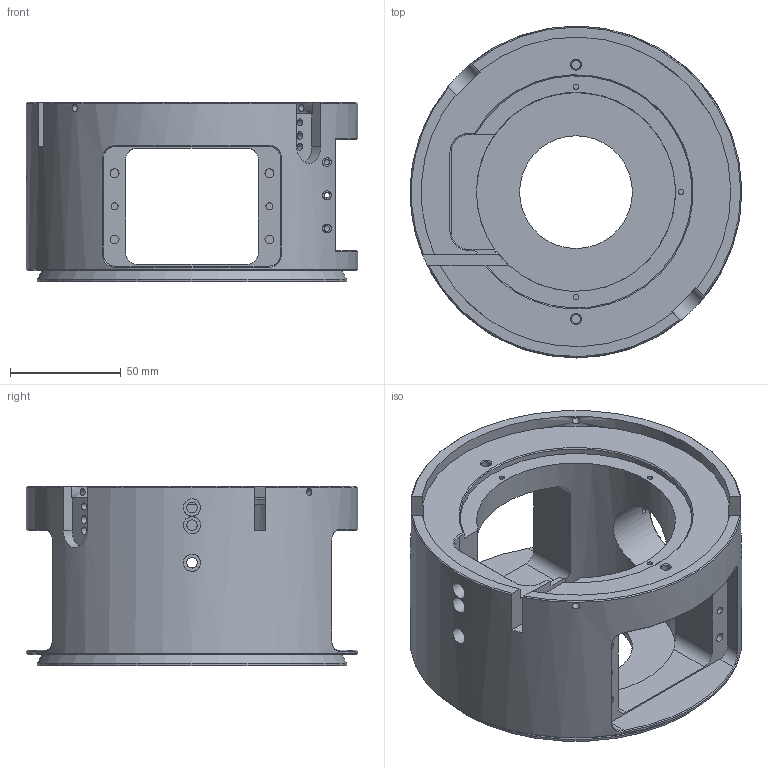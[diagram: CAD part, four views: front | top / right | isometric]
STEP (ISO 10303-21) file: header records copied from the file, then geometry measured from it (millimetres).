
FILE_DESCRIPTION(/* description */ ('Unknown'),/* implementation_level */ '2;1');
FILE_NAME(/* name */ 'Objective Section (V3.0)',/* time_stamp */ '2022-03-18T11:01:34+00:00',/* author */ ('Unknown'),/* organization */ ('Unknown'),/* preprocessor_version */ 'ST-DEVELOPER v18.1',/* originating_system */ 'Solid Edge',/* authorisation */ 'Unknown');
FILE_SCHEMA (('AUTOMOTIVE_DESIGN {1 0 10303 214 3 1 1}'));
Length unit declared in the file: millimetre
Products named in the file (1): OpenFrame - Objective Section
Bounding box: 150 x 150 x 81 mm (x, y, z)
Volume: 549786.2 mm3; surface area: 104116.2 mm2
Topology: 1 solids, 1 shells, 226 faces, 503 edges, 328 vertices
Faces by surface type: plane 102, cylinder 93, cone 23, bspline 8
Full cylindrical faces by diameter (mm): 2.156 x4, 2.459 x9, 3.242 x14, 3.5 x2, 4 x24, 4.8 x3, 6 x4, 7.8 x3, 35 x1, 51 x1, 90 x1, 140 x1, 150 x1
Entity records: 7880 total; most frequent: CARTESIAN_POINT 1653, DIRECTION 947, ORIENTED_EDGE 802, AXIS2_PLACEMENT_3D 409, EDGE_CURVE 401, EDGE_LOOP 385, FACE_BOUND 385, VERTEX_POINT 306
